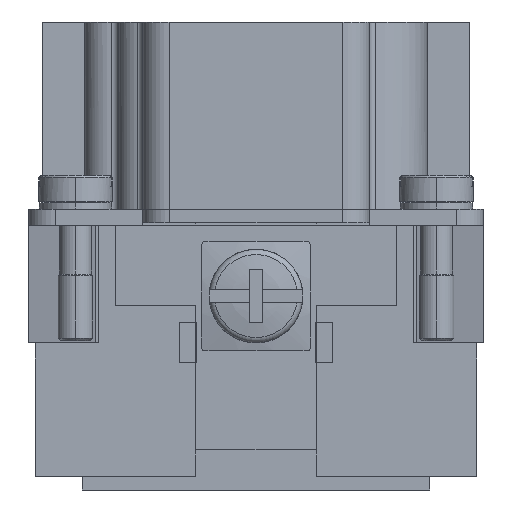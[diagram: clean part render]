
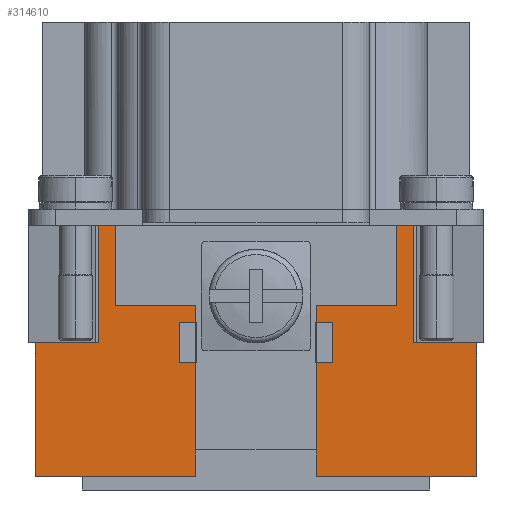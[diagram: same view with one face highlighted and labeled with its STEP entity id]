
A CAD part, left-side view. The second image highlights one B-rep face of the part: STEP entity #314610.
In plain terms, the highlighted planar face has unit normal (-1, 0, 0).
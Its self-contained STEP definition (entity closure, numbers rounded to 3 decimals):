
#2670=CARTESIAN_POINT('',(-21.45,2.,-6.5));
#2680=VERTEX_POINT('',#2670);
#2860=CARTESIAN_POINT('',(-21.45,-2.,-6.5));
#2870=VERTEX_POINT('',#2860);
#2900=CARTESIAN_POINT('',(-21.45,0.,-6.5));
#2910=DIRECTION('',(1.,-0.,-0.));
#2920=DIRECTION('',(0.,1.,0.));
#2930=AXIS2_PLACEMENT_3D('',#2900,#2910,#2920);
#2940=CIRCLE('',#2930,2.);
#2950=EDGE_CURVE('',#2870,#2680,#2940,.T.);
#51500=CARTESIAN_POINT('',(-21.45,-16.5,-20.));
#51510=VERTEX_POINT('',#51500);
#51540=CARTESIAN_POINT('',(-21.45,-16.5,0.));
#51550=DIRECTION('',(-0.,0.,-1.));
#51560=VECTOR('',#51550,1.);
#51570=LINE('',#51540,#51560);
#51580=CARTESIAN_POINT('',(-21.45,-16.5,-10.));
#51590=VERTEX_POINT('',#51580);
#51600=EDGE_CURVE('',#51590,#51510,#51570,.T.);
#140800=CARTESIAN_POINT('',(-21.45,0.,-10.));
#140810=DIRECTION('',(0.,1.,-0.));
#140820=VECTOR('',#140810,1.);
#140830=LINE('',#140800,#140820);
#140840=CARTESIAN_POINT('',(-21.45,11.75,-10.));
#140850=VERTEX_POINT('',#140840);
#140860=CARTESIAN_POINT('',(-21.45,16.5,-10.));
#140870=VERTEX_POINT('',#140860);
#140880=EDGE_CURVE('',#140850,#140870,#140830,.T.);
#218230=CARTESIAN_POINT('',(-21.45,16.5,-20.));
#218240=VERTEX_POINT('',#218230);
#218270=CARTESIAN_POINT('',(-21.45,0.,-20.));
#218280=DIRECTION('',(-0.,-1.,-0.));
#218290=VECTOR('',#218280,1.);
#218300=LINE('',#218270,#218290);
#218310=CARTESIAN_POINT('',(-21.45,4.5,-20.));
#218320=VERTEX_POINT('',#218310);
#218330=EDGE_CURVE('',#218240,#218320,#218300,.T.);
#218940=CARTESIAN_POINT('',(-21.45,-4.5,-20.));
#218950=VERTEX_POINT('',#218940);
#218980=CARTESIAN_POINT('',(-21.45,0.,-20.));
#218990=DIRECTION('',(-0.,-1.,-0.));
#219000=VECTOR('',#218990,1.);
#219010=LINE('',#218980,#219000);
#219020=EDGE_CURVE('',#218950,#51510,#219010,.T.);
#235430=CARTESIAN_POINT('',(-21.45,16.5,0.));
#235440=DIRECTION('',(-0.,-0.,-1.));
#235450=VECTOR('',#235440,1.);
#235460=LINE('',#235430,#235450);
#235470=EDGE_CURVE('',#140870,#218240,#235460,.T.);
#310120=CARTESIAN_POINT('',(-21.45,-8.139,1.));
#310130=VERTEX_POINT('',#310120);
#310160=CARTESIAN_POINT('',(-21.45,0.,1.));
#310170=DIRECTION('',(0.,1.,-0.));
#310180=VECTOR('',#310170,1.);
#310190=LINE('',#310160,#310180);
#310200=CARTESIAN_POINT('',(-21.45,8.,1.));
#310210=VERTEX_POINT('',#310200);
#310220=EDGE_CURVE('',#310130,#310210,#310190,.T.);
#313310=CARTESIAN_POINT('',(-21.45,-8.139,0.));
#313320=VERTEX_POINT('',#313310);
#313350=CARTESIAN_POINT('',(-21.45,-8.139,0.));
#313360=DIRECTION('',(-0.,-0.,-1.));
#313370=VECTOR('',#313360,1.);
#313380=LINE('',#313350,#313370);
#313390=EDGE_CURVE('',#310130,#313320,#313380,.T.);
#313520=CARTESIAN_POINT('',(-21.45,-19.8,-22.1));
#313530=DIRECTION('',(-1.,0.,0.));
#313540=DIRECTION('',(0.,1.,0.));
#313550=AXIS2_PLACEMENT_3D('',#313520,#313530,#313540);
#313560=PLANE('',#313550);
#313570=CARTESIAN_POINT('',(-21.45,-11.75,0.));
#313580=DIRECTION('',(0.,0.,1.));
#313590=VECTOR('',#313580,1.);
#313600=LINE('',#313570,#313590);
#313610=CARTESIAN_POINT('',(-21.45,-11.75,-10.));
#313620=VERTEX_POINT('',#313610);
#313630=CARTESIAN_POINT('',(-21.45,-11.75,0.));
#313640=VERTEX_POINT('',#313630);
#313650=EDGE_CURVE('',#313620,#313640,#313600,.T.);
#313660=ORIENTED_EDGE('',*,*,#313650,.T.);
#313670=CARTESIAN_POINT('',(-21.45,0.,-10.));
#313680=DIRECTION('',(0.,1.,-0.));
#313690=VECTOR('',#313680,1.);
#313700=LINE('',#313670,#313690);
#313710=EDGE_CURVE('',#51590,#313620,#313700,.T.);
#313720=ORIENTED_EDGE('',*,*,#313710,.T.);
#313730=ORIENTED_EDGE('',*,*,#51600,.F.);
#313740=ORIENTED_EDGE('',*,*,#219020,.T.);
#313750=CARTESIAN_POINT('',(-21.45,-4.5,0.));
#313760=DIRECTION('',(0.,0.,-1.));
#313770=VECTOR('',#313760,1.);
#313780=LINE('',#313750,#313770);
#313790=CARTESIAN_POINT('',(-21.45,-4.5,-18.));
#313800=VERTEX_POINT('',#313790);
#313810=EDGE_CURVE('',#313800,#218950,#313780,.T.);
#313820=ORIENTED_EDGE('',*,*,#313810,.T.);
#313830=CARTESIAN_POINT('',(-21.45,-4.5,0.));
#313840=DIRECTION('',(-0.,-0.,-1.));
#313850=VECTOR('',#313840,1.);
#313860=LINE('',#313830,#313850);
#313870=CARTESIAN_POINT('',(-21.45,-4.5,-16.8));
#313880=VERTEX_POINT('',#313870);
#313890=EDGE_CURVE('',#313880,#313800,#313860,.T.);
#313900=ORIENTED_EDGE('',*,*,#313890,.T.);
#313910=CARTESIAN_POINT('',(-21.45,0.,-16.8));
#313920=DIRECTION('',(-0.,-1.,0.));
#313930=VECTOR('',#313920,1.);
#313940=LINE('',#313910,#313930);
#313950=CARTESIAN_POINT('',(-21.45,4.5,-16.8));
#313960=VERTEX_POINT('',#313950);
#313970=EDGE_CURVE('',#313960,#313880,#313940,.T.);
#313980=ORIENTED_EDGE('',*,*,#313970,.T.);
#313990=CARTESIAN_POINT('',(-21.45,4.5,0.));
#314000=DIRECTION('',(-0.,-0.,1.));
#314010=VECTOR('',#314000,1.);
#314020=LINE('',#313990,#314010);
#314030=CARTESIAN_POINT('',(-21.45,4.5,-18.));
#314040=VERTEX_POINT('',#314030);
#314050=EDGE_CURVE('',#314040,#313960,#314020,.T.);
#314060=ORIENTED_EDGE('',*,*,#314050,.T.);
#314070=CARTESIAN_POINT('',(-21.45,4.5,0.));
#314080=DIRECTION('',(0.,0.,1.));
#314090=VECTOR('',#314080,1.);
#314100=LINE('',#314070,#314090);
#314110=EDGE_CURVE('',#218320,#314040,#314100,.T.);
#314120=ORIENTED_EDGE('',*,*,#314110,.T.);
#314130=ORIENTED_EDGE('',*,*,#218330,.T.);
#314140=ORIENTED_EDGE('',*,*,#235470,.T.);
#314150=ORIENTED_EDGE('',*,*,#140880,.T.);
#314160=CARTESIAN_POINT('',(-21.45,11.75,0.));
#314170=DIRECTION('',(0.,0.,-1.));
#314180=VECTOR('',#314170,1.);
#314190=LINE('',#314160,#314180);
#314200=CARTESIAN_POINT('',(-21.45,11.75,0.));
#314210=VERTEX_POINT('',#314200);
#314220=EDGE_CURVE('',#314210,#140850,#314190,.T.);
#314230=ORIENTED_EDGE('',*,*,#314220,.T.);
#314240=CARTESIAN_POINT('',(-21.45,0.,0.));
#314250=DIRECTION('',(0.,1.,-0.));
#314260=VECTOR('',#314250,1.);
#314270=LINE('',#314240,#314260);
#314280=CARTESIAN_POINT('',(-21.45,10.29,0.));
#314290=VERTEX_POINT('',#314280);
#314300=EDGE_CURVE('',#314290,#314210,#314270,.T.);
#314310=ORIENTED_EDGE('',*,*,#314300,.T.);
#314320=CARTESIAN_POINT('',(-21.45,0.,-0.));
#314330=DIRECTION('',(-0.,1.,0.));
#314340=VECTOR('',#314330,1.);
#314350=LINE('',#314320,#314340);
#314360=CARTESIAN_POINT('',(-21.45,8.,0.));
#314370=VERTEX_POINT('',#314360);
#314380=EDGE_CURVE('',#314370,#314290,#314350,.T.);
#314390=ORIENTED_EDGE('',*,*,#314380,.T.);
#314400=CARTESIAN_POINT('',(-21.45,8.,-0.5))
;
#314410=DIRECTION('',(0.,0.,1.));
#314420=VECTOR('',#314410,1.);
#314430=LINE('',#314400,#314420);
#314440=EDGE_CURVE('',#314370,#310210,#314430,.T.);
#314450=ORIENTED_EDGE('',*,*,#314440,.F.);
#314460=ORIENTED_EDGE('',*,*,#310220,.T.);
#314470=ORIENTED_EDGE('',*,*,#313390,.F.);
#314480=CARTESIAN_POINT('',(-21.45,0.,-0.));
#314490=DIRECTION('',(-0.,1.,0.));
#314500=VECTOR('',#314490,1.);
#314510=LINE('',#314480,#314500);
#314520=EDGE_CURVE('',#313640,#313320,#314510,.T.);
#314530=ORIENTED_EDGE('',*,*,#314520,.T.);
#314540=EDGE_LOOP('',(#314530,#314470,#314460,#314450,#314390,#314310,
#314230,#314150,#314140,#314130,#314120,#314060,#313980,#313900,#313820,
#313740,#313730,#313720,#313660));
#314550=FACE_OUTER_BOUND('',#314540,.T.);
#314560=EDGE_CURVE('',#2680,#2870,#2940,.T.);
#314570=ORIENTED_EDGE('',*,*,#314560,.T.);
#314580=ORIENTED_EDGE('',*,*,#2950,.T.);
#314590=EDGE_LOOP('',(#314580,#314570));
#314600=FACE_BOUND('',#314590,.T.);
#314610=ADVANCED_FACE('',(#314550,#314600),#313560,.T.);
